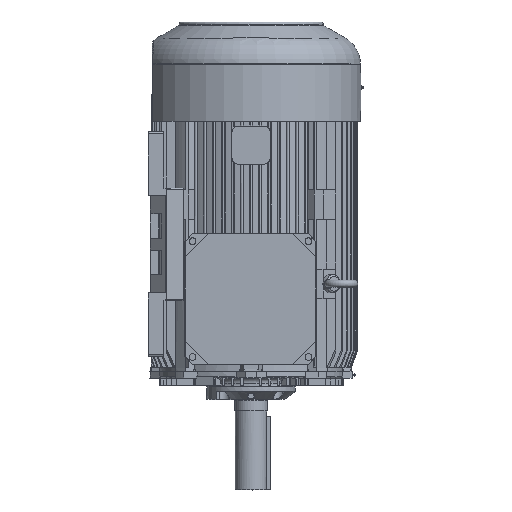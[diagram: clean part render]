
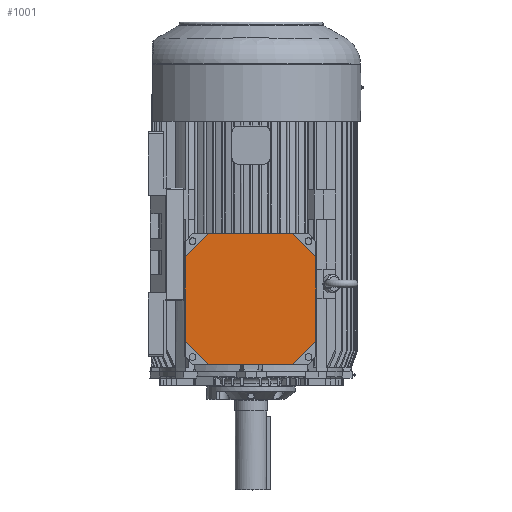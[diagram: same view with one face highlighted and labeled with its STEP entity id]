
A CAD part, top view. The second image highlights one B-rep face of the part: STEP entity #1001.
In plain terms, the highlighted planar face has unit normal (0, 0, 1).
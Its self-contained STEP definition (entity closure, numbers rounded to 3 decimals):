
#1001 = ADVANCED_FACE( '', ( #3444 ), #3445, .T. );
#3444 = FACE_OUTER_BOUND( '', #13689, .T. );
#3445 = PLANE( '', #13690 );
#13689 = EDGE_LOOP( '', ( #22968, #22969, #22970, #22971, #22972, #22973, #22974, #22975 ) );
#13690 = AXIS2_PLACEMENT_3D( '', #22976, #22977, #22978 );
#22968 = ORIENTED_EDGE( '', *, *, #30527, .T. );
#22969 = ORIENTED_EDGE( '', *, *, #30533, .T. );
#22970 = ORIENTED_EDGE( '', *, *, #29181, .T. );
#22971 = ORIENTED_EDGE( '', *, *, #30538, .T. );
#22972 = ORIENTED_EDGE( '', *, *, #27301, .T. );
#22973 = ORIENTED_EDGE( '', *, *, #30539, .T. );
#22974 = ORIENTED_EDGE( '', *, *, #30519, .T. );
#22975 = ORIENTED_EDGE( '', *, *, #30540, .T. );
#22976 = CARTESIAN_POINT( '', ( -179.078, 18.578, 489.5 ) );
#22977 = DIRECTION( '', ( 0., 0., 1. ) );
#22978 = DIRECTION( '', ( 0., 1., 0. ) );
#27301 = EDGE_CURVE( '', #31732, #31730, #31733, .T. );
#29181 = EDGE_CURVE( '', #35042, #35040, #35043, .T. );
#30519 = EDGE_CURVE( '', #37191, #37189, #37192, .T. );
#30527 = EDGE_CURVE( '', #37205, #37203, #37206, .T. );
#30533 = EDGE_CURVE( '', #37203, #35042, #37214, .T. );
#30538 = EDGE_CURVE( '', #35040, #31732, #37221, .T. );
#30539 = EDGE_CURVE( '', #31730, #37191, #37222, .T. );
#30540 = EDGE_CURVE( '', #37189, #37205, #37223, .T. );
#31730 = VERTEX_POINT( '', #38540 );
#31732 = VERTEX_POINT( '', #38543 );
#31733 = LINE( '', #38544, #38545 );
#35040 = VERTEX_POINT( '', #46376 );
#35042 = VERTEX_POINT( '', #46379 );
#35043 = LINE( '', #46380, #46381 );
#37189 = VERTEX_POINT( '', #53553 );
#37191 = VERTEX_POINT( '', #53556 );
#37192 = LINE( '', #53557, #53558 );
#37203 = VERTEX_POINT( '', #53575 );
#37205 = VERTEX_POINT( '', #53578 );
#37206 = LINE( '', #53579, #53580 );
#37214 = LINE( '', #53592, #53593 );
#37221 = LINE( '', #53602, #53603 );
#37222 = LINE( '', #53604, #53605 );
#37223 = LINE( '', #53606, #53607 );
#38540 = CARTESIAN_POINT( '', ( 175.922, 310.578, 489.5 ) );
#38543 = CARTESIAN_POINT( '', ( 175.922, 81.578, 489.5 ) );
#38544 = CARTESIAN_POINT( '', ( 175.922, 81.578, 489.5 ) );
#38545 = VECTOR( '', #56170, 1000. );
#46376 = CARTESIAN_POINT( '', ( 112.922, 18.578, 489.5 ) );
#46379 = CARTESIAN_POINT( '', ( -116.078, 18.578, 489.5 ) );
#46380 = CARTESIAN_POINT( '', ( 112.922, 18.578, 489.5 ) );
#46381 = VECTOR( '', #58886, 1000. );
#53553 = CARTESIAN_POINT( '', ( -116.069, 373.587, 489.5 ) );
#53556 = CARTESIAN_POINT( '', ( 112.913, 373.587, 489.5 ) );
#53557 = CARTESIAN_POINT( '', ( 112.913, 373.587, 489.5 ) );
#53558 = VECTOR( '', #60453, 1000. );
#53575 = CARTESIAN_POINT( '', ( -179.078, 81.578, 489.5 ) );
#53578 = CARTESIAN_POINT( '', ( -179.078, 310.578, 489.5 ) );
#53579 = CARTESIAN_POINT( '', ( -179.078, 81.578, 489.5 ) );
#53580 = VECTOR( '', #60461, 1000. );
#53592 = CARTESIAN_POINT( '', ( -179.078, 81.578, 489.5 ) );
#53593 = VECTOR( '', #60469, 1000. );
#53602 = CARTESIAN_POINT( '', ( 175.922, 81.578, 489.5 ) );
#53603 = VECTOR( '', #60478, 1000. );
#53604 = CARTESIAN_POINT( '', ( 175.922, 310.578, 489.5 ) );
#53605 = VECTOR( '', #60479, 1000. );
#53606 = CARTESIAN_POINT( '', ( -179.078, 310.578, 489.5 ) );
#53607 = VECTOR( '', #60480, 1000. );
#56170 = DIRECTION( '', ( 0., 1., 0. ) );
#58886 = DIRECTION( '', ( 1., 0., 0. ) );
#60453 = DIRECTION( '', ( -1., 0., 0. ) );
#60461 = DIRECTION( '', ( 0., -1., 0. ) );
#60469 = DIRECTION( '', ( 0.707, -0.707, 0. ) );
#60478 = DIRECTION( '', ( 0.707, 0.707, 0. ) );
#60479 = DIRECTION( '', ( -0.707, 0.707, 0. ) );
#60480 = DIRECTION( '', ( -0.707, -0.707, 0. ) );
